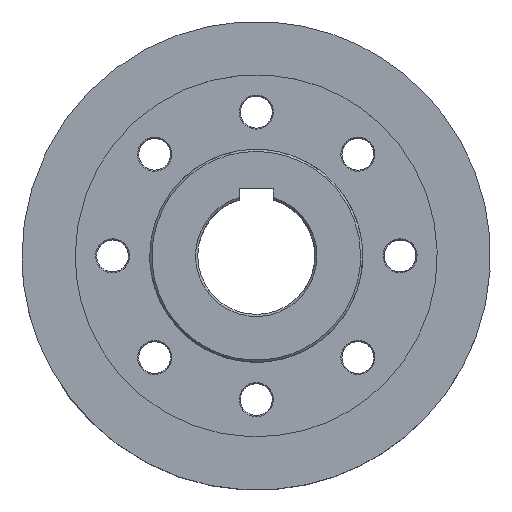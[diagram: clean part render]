
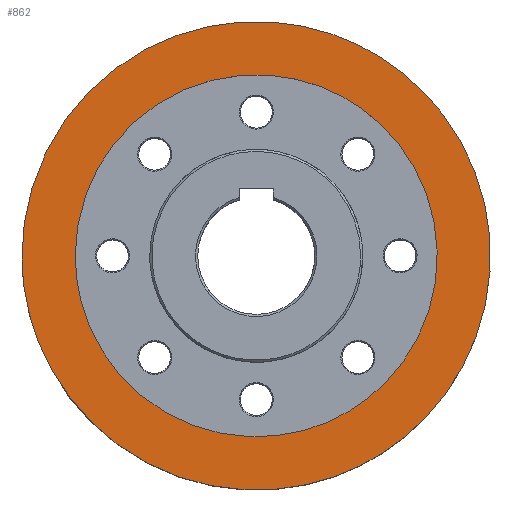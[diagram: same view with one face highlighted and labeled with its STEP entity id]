
A CAD part, top view. The second image highlights one B-rep face of the part: STEP entity #862.
In plain terms, the highlighted free-form (B-spline) face has degree [1, 1] with [2, 2] control points.
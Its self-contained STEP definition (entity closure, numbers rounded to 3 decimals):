
#829 = EDGE_CURVE('',#830,#830,#832,.T.);
#830 = VERTEX_POINT('',#831);
#831 = CARTESIAN_POINT('',(-148.247,0.,88.679));
#832 = ( BOUNDED_CURVE() B_SPLINE_CURVE(2,(#833,#834,#835,#836,#837,#838
,#839),.UNSPECIFIED.,.T.,.F.) B_SPLINE_CURVE_WITH_KNOTS((1,2,2,2,2,1),(
    -2.094,0.,2.094,4.189,6.283,
8.378),.UNSPECIFIED.) CURVE() GEOMETRIC_REPRESENTATION_ITEM() 
RATIONAL_B_SPLINE_CURVE((1.,0.5,1.,0.5,1.,0.5,1.)) REPRESENTATION_ITEM(
  '') );
#833 = CARTESIAN_POINT('',(-148.247,0.,88.679));
#834 = CARTESIAN_POINT('',(-148.247,256.772,
    88.679));
#835 = CARTESIAN_POINT('',(74.124,128.386,
    88.679));
#836 = CARTESIAN_POINT('',(296.495,0.,
    88.679));
#837 = CARTESIAN_POINT('',(74.124,-128.386,
    88.679));
#838 = CARTESIAN_POINT('',(-148.247,-256.772,
    88.679));
#839 = CARTESIAN_POINT('',(-148.247,0.,88.679));
#862 = ADVANCED_FACE('',(#863,#877),#880,.T.);
#863 = FACE_BOUND('',#864,.T.);
#864 = EDGE_LOOP('',(#865));
#865 = ORIENTED_EDGE('',*,*,#866,.T.);
#866 = EDGE_CURVE('',#867,#867,#869,.T.);
#867 = VERTEX_POINT('',#868);
#868 = CARTESIAN_POINT('',(-114.555,0.,88.679));
#869 = ( BOUNDED_CURVE() B_SPLINE_CURVE(2,(#870,#871,#872,#873,#874,#875
,#876),.UNSPECIFIED.,.T.,.F.) B_SPLINE_CURVE_WITH_KNOTS((1,2,2,2,2,1),(
    -2.094,0.,2.094,4.189,6.283,
8.378),.UNSPECIFIED.) CURVE() GEOMETRIC_REPRESENTATION_ITEM() 
RATIONAL_B_SPLINE_CURVE((1.,0.5,1.,0.5,1.,0.5,1.)) REPRESENTATION_ITEM(
  '') );
#870 = CARTESIAN_POINT('',(-114.555,0.,88.679));
#871 = CARTESIAN_POINT('',(-114.555,198.415,
    88.679));
#872 = CARTESIAN_POINT('',(57.277,99.207,
    88.679));
#873 = CARTESIAN_POINT('',(229.109,0.,
    88.679));
#874 = CARTESIAN_POINT('',(57.277,-99.207,
    88.679));
#875 = CARTESIAN_POINT('',(-114.555,-198.415,
    88.679));
#876 = CARTESIAN_POINT('',(-114.555,0.,88.679));
#877 = FACE_BOUND('',#878,.T.);
#878 = EDGE_LOOP('',(#879));
#879 = ORIENTED_EDGE('',*,*,#829,.F.);
#880 = B_SPLINE_SURFACE_WITH_KNOTS('',1,1,(
    (#881,#882)
    ,(#883,#884
    )),.UNSPECIFIED.,.F.,.F.,.F.,(2,2),(2,2),(-110.,110.),(-195.,25.),
  .PIECEWISE_BEZIER_KNOTS.);
#881 = CARTESIAN_POINT('',(-148.247,-148.247,
    88.679));
#882 = CARTESIAN_POINT('',(-148.247,148.247,
    88.679));
#883 = CARTESIAN_POINT('',(148.247,-148.247,
    88.679));
#884 = CARTESIAN_POINT('',(148.247,148.247,
    88.679));
